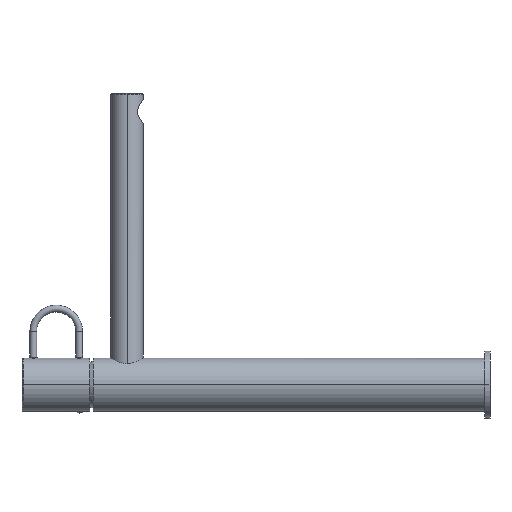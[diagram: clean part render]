
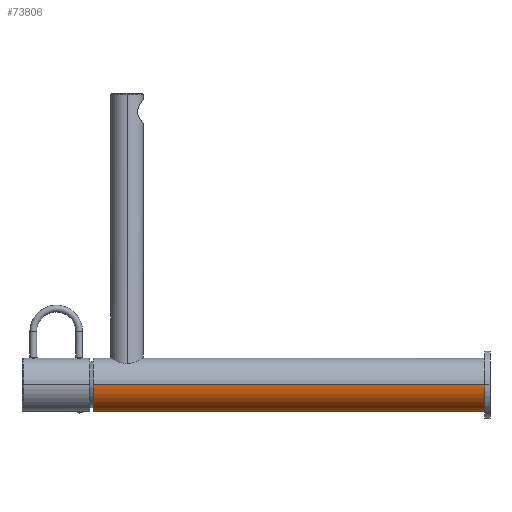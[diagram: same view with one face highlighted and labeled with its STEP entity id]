
A CAD part, left-side view. The second image highlights one B-rep face of the part: STEP entity #73806.
In plain terms, the highlighted cylindrical face has radius 19.75 mm (diameter 39.5 mm), a partial arc.
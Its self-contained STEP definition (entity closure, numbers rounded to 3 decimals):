
#5094=CARTESIAN_POINT('',(0.,290.,0.));
#5095=DIRECTION('',(0.,1.,0.));
#5096=DIRECTION('',(1.,0.,0.));
#5097=AXIS2_PLACEMENT_3D('',#5094,#5095,#5096);
#5304=CARTESIAN_POINT('',(0.,0.,0.));
#5305=DIRECTION('',(0.,-1.,0.));
#5306=DIRECTION('',(-1.,0.,0.));
#5307=AXIS2_PLACEMENT_3D('',#5304,#5305,#5306);
#5309=DIRECTION('',(0.,1.,0.));
#5310=VECTOR('',#5309,290.);
#5311=CARTESIAN_POINT('',(19.75,0.,0.));
#5312=LINE('',#5311,#5310);
#5313=DIRECTION('',(0.,1.,0.));
#5314=VECTOR('',#5313,290.);
#5315=CARTESIAN_POINT('',(-19.75,0.,0.));
#5316=LINE('',#5315,#5314);
#58140=CARTESIAN_POINT('',(19.75,290.,0.));
#58141=CARTESIAN_POINT('',(-19.75,290.,0.));
#58142=VERTEX_POINT('',#58140);
#58143=VERTEX_POINT('',#58141);
#59668=CARTESIAN_POINT('',(19.75,0.,0.));
#59669=CARTESIAN_POINT('',(-19.75,0.,0.));
#59670=VERTEX_POINT('',#59668);
#59671=VERTEX_POINT('',#59669);
#73794=CARTESIAN_POINT('',(0.,304.5,0.));
#73795=DIRECTION('',(0.,-1.,0.));
#73796=DIRECTION('',(-1.,0.,0.));
#73797=AXIS2_PLACEMENT_3D('',#73794,#73795,#73796);
#73798=CYLINDRICAL_SURFACE('',#73797,19.75);
#73800=ORIENTED_EDGE('',*,*,#73799,.T.);
#73801=ORIENTED_EDGE('',*,*,#73774,.T.);
#73802=ORIENTED_EDGE('',*,*,#73749,.T.);
#73803=ORIENTED_EDGE('',*,*,#73771,.F.);
#73804=EDGE_LOOP('',(#73800,#73801,#73802,#73803));
#73805=FACE_OUTER_BOUND('',#73804,.F.);
#73806=ADVANCED_FACE('',(#73805),#73798,.T.);
#5098=CIRCLE('',#5097,19.75);
#5308=CIRCLE('',#5307,19.75);
#73749=EDGE_CURVE('',#58142,#58143,#5098,.T.);
#73771=EDGE_CURVE('',#59671,#58143,#5316,.T.);
#73774=EDGE_CURVE('',#59670,#58142,#5312,.T.);
#73799=EDGE_CURVE('',#59671,#59670,#5308,.T.);
